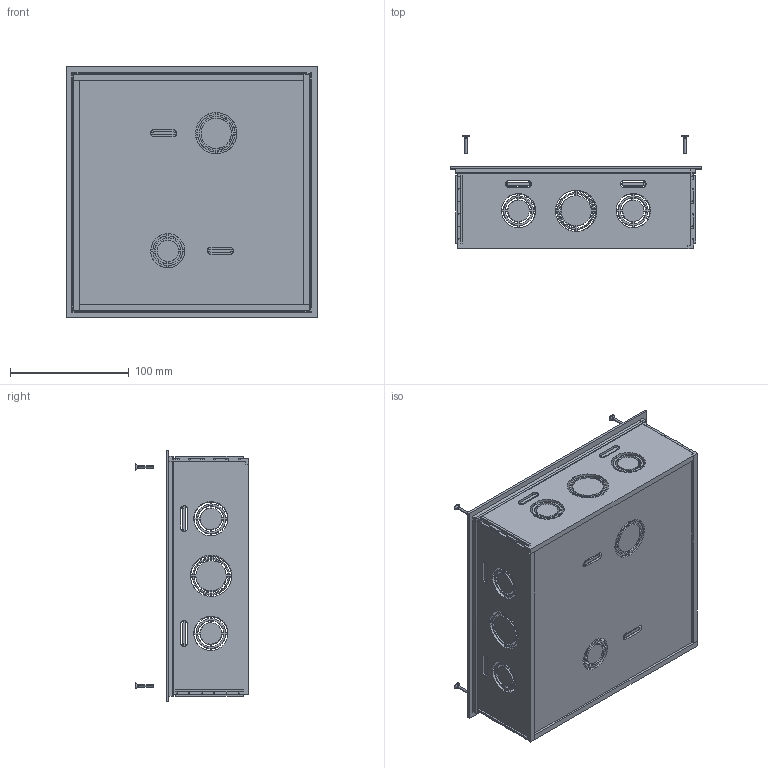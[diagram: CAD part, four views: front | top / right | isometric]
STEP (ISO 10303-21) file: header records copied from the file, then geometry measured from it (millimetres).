
FILE_DESCRIPTION (( 'STEP AP214' ), '1' );
FILE_NAME ('2003130.STP', '2016-05-10T11:54:51', ( '' ), ( '' ), 'SwSTEP 2.0', 'SolidWorks 2014', '' );
FILE_SCHEMA (( 'AUTOMOTIVE_DESIGN' ));
Length unit declared in the file: millimetre
Products named in the file (7): UP200-50_UV200D; UP200-20-14_Schaube in der Box; UP300-10-15_L15; UP200-20-40_Standard; UP200-20-41_UV200K Seite; UP200-20-42_Standard; 2003130
Assembly tree (12 placements, depth 4):
  2003130
    UP200-20-14_Schaube in der Box
      UP200-20-40_Standard
        UP200-20-42_Standard
        UP200-20-41_UV200K Seite  x4
      UP300-10-15_L15  x4
    UP200-50_UV200D
Bounding box: 211.5 x 94.9 x 211.5 mm (x, y, z)
Volume: 281424 mm3; surface area: 287717.9 mm2
Topology: 10 solids, 10 shells, 956 faces, 3068 edges, 2068 vertices
Faces by surface type: plane 608, bspline 256, cylinder 84, cone 8
Entity records: 15998 total; most frequent: CARTESIAN_POINT 7050, ORIENTED_EDGE 2134, DIRECTION 1261, EDGE_CURVE 1067, VERTEX_POINT 721, LINE 629, VECTOR 629, EDGE_LOOP 420
